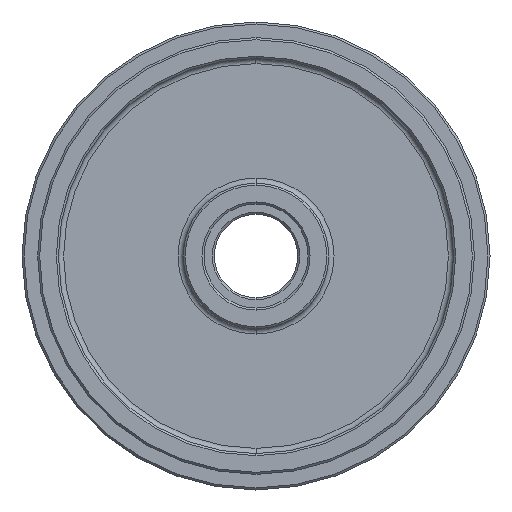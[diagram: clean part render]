
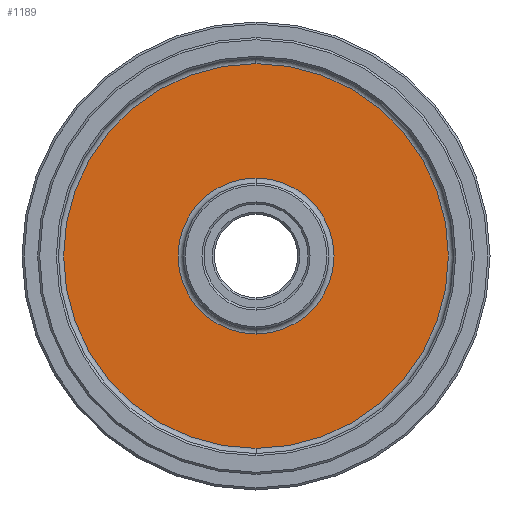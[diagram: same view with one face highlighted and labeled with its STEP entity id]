
A CAD part, left-side view. The second image highlights one B-rep face of the part: STEP entity #1189.
In plain terms, the highlighted planar face has unit normal (-1, 0, 0).
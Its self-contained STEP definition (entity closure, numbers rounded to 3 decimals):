
#55 = CIRCLE ( 'NONE', #256, 18.5 ) ;
#70 = ORIENTED_EDGE ( 'NONE', *, *, #1103, .T. ) ;
#82 = DIRECTION ( 'NONE',  ( 0., 0., -1. ) ) ;
#90 = DIRECTION ( 'NONE',  ( 0., 0., -1. ) ) ;
#92 = VERTEX_POINT ( 'NONE', #936 ) ;
#107 = DIRECTION ( 'NONE',  ( 1., 0., 0. ) ) ;
#150 = CIRCLE ( 'NONE', #1091, 7.5 ) ;
#228 = FACE_OUTER_BOUND ( 'NONE', #1098, .T. ) ;
#235 = CIRCLE ( 'NONE', #1391, 18.5 ) ;
#256 = AXIS2_PLACEMENT_3D ( 'NONE', #932, #1457, #298 ) ;
#298 = DIRECTION ( 'NONE',  ( 0., 0., -1. ) ) ;
#415 = AXIS2_PLACEMENT_3D ( 'NONE', #718, #1241, #90 ) ;
#439 = DIRECTION ( 'NONE',  ( 0., 0., -1. ) ) ;
#457 = CARTESIAN_POINT ( 'NONE',  ( 1., 0., 7.5 ) ) ;
#499 = AXIS2_PLACEMENT_3D ( 'NONE', #1260, #107, #609 ) ;
#583 = CARTESIAN_POINT ( 'NONE',  ( 1., 0., -18.5 ) ) ;
#609 = DIRECTION ( 'NONE',  ( 0., 0., -1. ) ) ;
#709 = CARTESIAN_POINT ( 'NONE',  ( 1., 0., 0. ) ) ;
#718 = CARTESIAN_POINT ( 'NONE',  ( 1., 0., 0. ) ) ;
#732 = PLANE ( 'NONE',  #499 ) ;
#886 = EDGE_CURVE ( 'NONE', #1565, #92, #150, .T. ) ;
#932 = CARTESIAN_POINT ( 'NONE',  ( 1., 0., 0. ) ) ;
#936 = CARTESIAN_POINT ( 'NONE',  ( 1., 0., -7.5 ) ) ;
#948 = EDGE_CURVE ( 'NONE', #92, #1565, #1150, .T. ) ;
#965 = EDGE_LOOP ( 'NONE', ( #1268, #1405 ) ) ;
#969 = CARTESIAN_POINT ( 'NONE',  ( 1., 0., 18.5 ) ) ;
#1081 = CARTESIAN_POINT ( 'NONE',  ( 1., 0., 0. ) ) ;
#1091 = AXIS2_PLACEMENT_3D ( 'NONE', #1081, #1592, #439 ) ;
#1098 = EDGE_LOOP ( 'NONE', ( #1386, #70 ) ) ;
#1103 = EDGE_CURVE ( 'NONE', #1566, #1106, #235, .T. ) ;
#1106 = VERTEX_POINT ( 'NONE', #583 ) ;
#1150 = CIRCLE ( 'NONE', #415, 7.5 ) ;
#1189 = ADVANCED_FACE ( 'NONE', ( #1381, #228 ), #732, .F. ) ;
#1234 = DIRECTION ( 'NONE',  ( -1., 0., 0. ) ) ;
#1241 = DIRECTION ( 'NONE',  ( 1., 0., 0. ) ) ;
#1260 = CARTESIAN_POINT ( 'NONE',  ( 1., 0., 0. ) ) ;
#1268 = ORIENTED_EDGE ( 'NONE', *, *, #948, .T. ) ;
#1381 = FACE_BOUND ( 'NONE', #965, .T. ) ;
#1386 = ORIENTED_EDGE ( 'NONE', *, *, #1446, .T. ) ;
#1391 = AXIS2_PLACEMENT_3D ( 'NONE', #709, #1234, #82 ) ;
#1405 = ORIENTED_EDGE ( 'NONE', *, *, #886, .T. ) ;
#1446 = EDGE_CURVE ( 'NONE', #1106, #1566, #55, .T. ) ;
#1457 = DIRECTION ( 'NONE',  ( -1., 0., 0. ) ) ;
#1565 = VERTEX_POINT ( 'NONE', #457 ) ;
#1566 = VERTEX_POINT ( 'NONE', #969 ) ;
#1592 = DIRECTION ( 'NONE',  ( 1., 0., 0. ) ) ;
